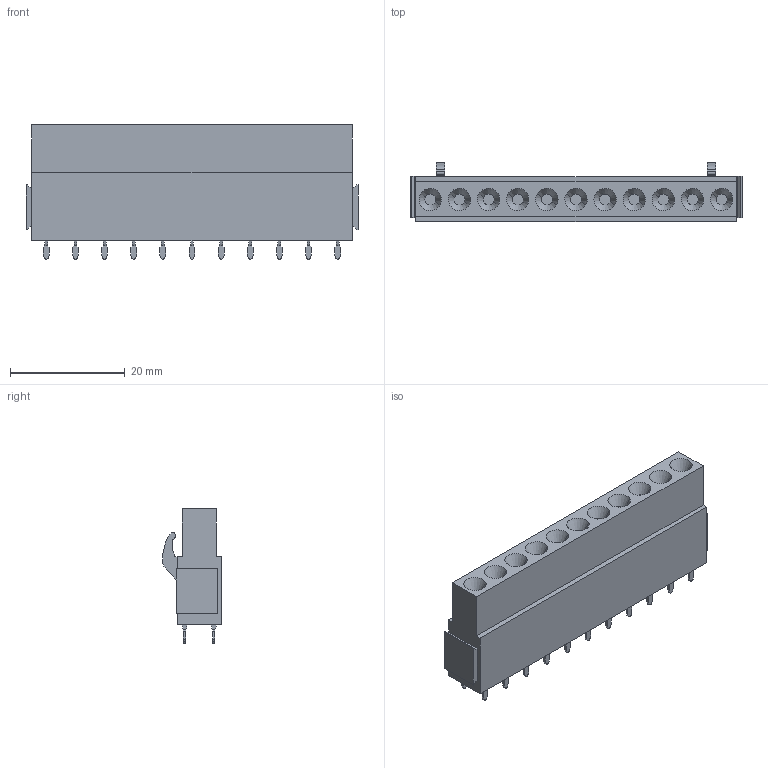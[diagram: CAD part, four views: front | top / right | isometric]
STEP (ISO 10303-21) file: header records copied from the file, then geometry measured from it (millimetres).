
FILE_DESCRIPTION(('CATIA V5 STEP Exchange','CAx-IF Rec.Pracs.--- Model Styling and Organization---1.2---2011-12-15'),'2;1');
FILE_NAME ('D1454386_0', '2018-09-01T02:56:05+00:00', ('none'), ('Weidmueller'), 'CATIA Version 5-6 Release 2014', 'CATIA V5 STEP AP214', 'none');
FILE_SCHEMA(('AUTOMOTIVE_DESIGN { 1 0 10303 214 1 1 1 1 }'));
Length unit declared in the file: millimetre
Products named in the file (1): 1682820000
Bounding box: 57.88 x 10.28 x 23.45 mm (x, y, z)
Volume: 7967 mm3; surface area: 3962.6 mm2
Topology: 23 solids, 23 shells, 583 faces, 1392 edges, 890 vertices
Faces by surface type: plane 481, cylinder 80, cone 22
Entity records: 15376 total; most frequent: ORIENTED_EDGE 2784, CARTESIAN_POINT 2669, DIRECTION 2164, EDGE_CURVE 1392, VECTOR 1188, LINE 1188, VERTEX_POINT 890, EDGE_LOOP 618
